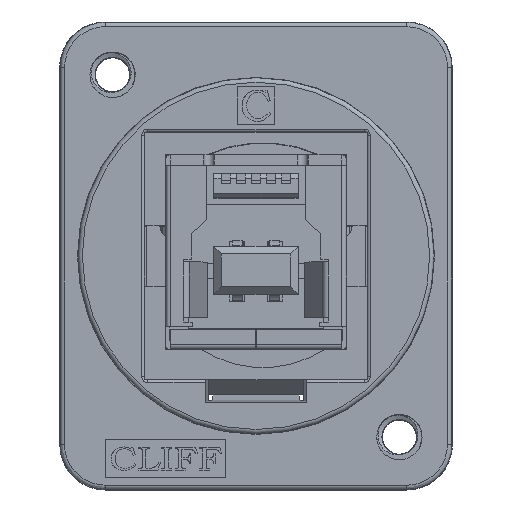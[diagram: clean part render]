
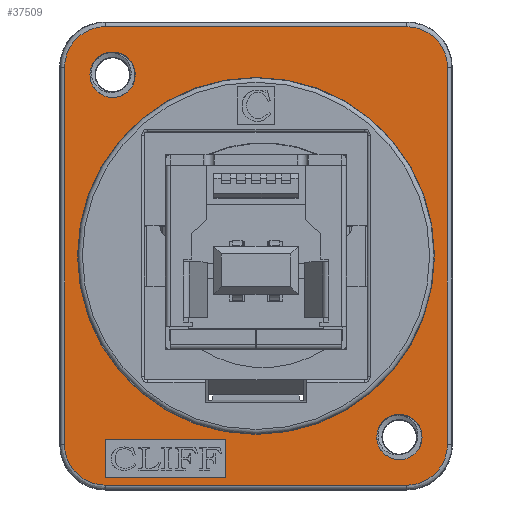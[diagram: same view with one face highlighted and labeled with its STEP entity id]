
A CAD part, top view. The second image highlights one B-rep face of the part: STEP entity #37509.
In plain terms, the highlighted planar face has unit normal (0, 0, 1).
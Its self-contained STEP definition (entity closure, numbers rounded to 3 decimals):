
#426=ELLIPSE('',#39663,2.7,2.7);
#427=ELLIPSE('',#39664,2.7,2.7);
#428=ELLIPSE('',#39665,2.7,2.7);
#429=ELLIPSE('',#39666,2.7,2.7);
#481=FACE_BOUND('',#5319,.T.);
#482=FACE_BOUND('',#5320,.T.);
#483=FACE_BOUND('',#5321,.T.);
#484=FACE_BOUND('',#5322,.T.);
#1838=PLANE('',#39662);
#3534=FACE_OUTER_BOUND('',#5318,.T.);
#5318=EDGE_LOOP('',(#33461,#33462,#33463,#33464,#33465,#33466,#33467,#33468));
#5319=EDGE_LOOP('',(#33469));
#5320=EDGE_LOOP('',(#33470));
#5321=EDGE_LOOP('',(#33471,#33472,#33473,#33474));
#5322=EDGE_LOOP('',(#33475));
#9811=LINE('',#60320,#14356);
#9815=LINE('',#60328,#14360);
#9818=LINE('',#60334,#14363);
#9821=LINE('',#60339,#14366);
#9837=LINE('',#60400,#14382);
#9838=LINE('',#60404,#14383);
#9839=LINE('',#60408,#14384);
#9840=LINE('',#60411,#14385);
#14356=VECTOR('',#48133,2.5);
#14360=VECTOR('',#48139,8.);
#14363=VECTOR('',#48144,2.5);
#14366=VECTOR('',#48149,8.);
#14382=VECTOR('',#48207,24.965);
#14383=VECTOR('',#48210,19.965);
#14384=VECTOR('',#48213,24.965);
#14385=VECTOR('',#48216,19.965);
#14526=CIRCLE('',#37654,1.5);
#14528=CIRCLE('',#37657,1.5);
#14869=CIRCLE('',#39477,11.823);
#14919=VERTEX_POINT('',#48584);
#14921=VERTEX_POINT('',#48590);
#17806=VERTEX_POINT('',#58359);
#18096=VERTEX_POINT('',#60318);
#18097=VERTEX_POINT('',#60319);
#18100=VERTEX_POINT('',#60327);
#18102=VERTEX_POINT('',#60333);
#18112=VERTEX_POINT('',#60396);
#18113=VERTEX_POINT('',#60397);
#18114=VERTEX_POINT('',#60399);
#18115=VERTEX_POINT('',#60401);
#18116=VERTEX_POINT('',#60403);
#18117=VERTEX_POINT('',#60405);
#18118=VERTEX_POINT('',#60407);
#18119=VERTEX_POINT('',#60409);
#18258=EDGE_CURVE('',#14919,#14919,#14526,.T.);
#18261=EDGE_CURVE('',#14921,#14921,#14528,.T.);
#22773=EDGE_CURVE('',#17806,#17806,#14869,.T.);
#23237=EDGE_CURVE('',#18096,#18097,#9811,.T.);
#23241=EDGE_CURVE('',#18100,#18096,#9815,.T.);
#23244=EDGE_CURVE('',#18102,#18100,#9818,.T.);
#23247=EDGE_CURVE('',#18097,#18102,#9821,.T.);
#23270=EDGE_CURVE('',#18112,#18113,#426,.T.);
#23271=EDGE_CURVE('',#18114,#18112,#9837,.T.);
#23272=EDGE_CURVE('',#18115,#18114,#427,.T.);
#23273=EDGE_CURVE('',#18116,#18115,#9838,.T.);
#23274=EDGE_CURVE('',#18117,#18116,#428,.T.);
#23275=EDGE_CURVE('',#18118,#18117,#9839,.T.);
#23276=EDGE_CURVE('',#18119,#18118,#429,.T.);
#23277=EDGE_CURVE('',#18113,#18119,#9840,.T.);
#33461=ORIENTED_EDGE('',*,*,#23270,.F.);
#33462=ORIENTED_EDGE('',*,*,#23271,.F.);
#33463=ORIENTED_EDGE('',*,*,#23272,.F.);
#33464=ORIENTED_EDGE('',*,*,#23273,.F.);
#33465=ORIENTED_EDGE('',*,*,#23274,.F.);
#33466=ORIENTED_EDGE('',*,*,#23275,.F.);
#33467=ORIENTED_EDGE('',*,*,#23276,.F.);
#33468=ORIENTED_EDGE('',*,*,#23277,.F.);
#33469=ORIENTED_EDGE('',*,*,#18258,.T.);
#33470=ORIENTED_EDGE('',*,*,#18261,.T.);
#33471=ORIENTED_EDGE('',*,*,#23237,.T.);
#33472=ORIENTED_EDGE('',*,*,#23247,.T.);
#33473=ORIENTED_EDGE('',*,*,#23244,.T.);
#33474=ORIENTED_EDGE('',*,*,#23241,.T.);
#33475=ORIENTED_EDGE('',*,*,#22773,.T.);
#37509=ADVANCED_FACE('',(#3534,#481,#482,#483,#484),#1838,.T.);
#37654=AXIS2_PLACEMENT_3D('',#48586,#39786,#39787);
#37657=AXIS2_PLACEMENT_3D('',#48592,#39793,#39794);
#39477=AXIS2_PLACEMENT_3D('',#58360,#47484,#47485);
#39662=AXIS2_PLACEMENT_3D('',#60395,#48203,#48204);
#39663=AXIS2_PLACEMENT_3D('',#60398,#48205,#48206);
#39664=AXIS2_PLACEMENT_3D('',#60402,#48208,#48209);
#39665=AXIS2_PLACEMENT_3D('',#60406,#48211,#48212);
#39666=AXIS2_PLACEMENT_3D('',#60410,#48214,#48215);
#39786=DIRECTION('center_axis',(0.,0.,
-1.));
#39787=DIRECTION('ref_axis',(-1.,0.,0.));
#39793=DIRECTION('center_axis',(0.,0.,
-1.));
#39794=DIRECTION('ref_axis',(-1.,0.,0.));
#47484=DIRECTION('center_axis',(0.,0.,
-1.));
#47485=DIRECTION('ref_axis',(-1.,0.,0.));
#48133=DIRECTION('',(0.,1.,0.));
#48139=DIRECTION('',(-1.,0.,0.));
#48144=DIRECTION('',(0.,-1.,0.));
#48149=DIRECTION('',(1.,0.,0.));
#48203=DIRECTION('center_axis',(0.,0.,
1.));
#48204=DIRECTION('ref_axis',(1.,0.,0.));
#48205=DIRECTION('center_axis',(0.,0.,
-1.));
#48206=DIRECTION('ref_axis',(-0.707,0.707,0.));
#48207=DIRECTION('',(0.,1.,0.));
#48208=DIRECTION('center_axis',(0.,0.,
-1.));
#48209=DIRECTION('ref_axis',(-0.707,-0.707,0.));
#48210=DIRECTION('',(-1.,0.,0.));
#48211=DIRECTION('center_axis',(0.,0.,
-1.));
#48212=DIRECTION('ref_axis',(0.707,-0.707,0.));
#48213=DIRECTION('',(0.,-1.,0.));
#48214=DIRECTION('center_axis',(0.,0.,
-1.));
#48215=DIRECTION('ref_axis',(0.707,0.707,0.));
#48216=DIRECTION('',(1.,0.,0.));
#48584=CARTESIAN_POINT('',(-8.,12.,0.));
#48586=CARTESIAN_POINT('Origin',(-9.5,12.,0.));
#48590=CARTESIAN_POINT('',(11.,-12.,0.));
#48592=CARTESIAN_POINT('Origin',(9.5,-12.,0.));
#58359=CARTESIAN_POINT('',(11.823,0.,0.));
#58360=CARTESIAN_POINT('Origin',(0.,0.,
0.));
#60318=CARTESIAN_POINT('',(-10.,-14.683,0.));
#60319=CARTESIAN_POINT('',(-10.,-12.183,0.));
#60320=CARTESIAN_POINT('',(-10.,-7.341,0.));
#60327=CARTESIAN_POINT('',(-2.,-14.683,0.));
#60328=CARTESIAN_POINT('',(-1.,-14.683,0.));
#60333=CARTESIAN_POINT('',(-2.,-12.183,0.));
#60334=CARTESIAN_POINT('',(-2.,-6.091,0.));
#60339=CARTESIAN_POINT('',(-5.,-12.183,0.));
#60395=CARTESIAN_POINT('Origin',(0.,0.,
0.));
#60396=CARTESIAN_POINT('',(-12.683,12.483,0.));
#60397=CARTESIAN_POINT('',(-9.983,15.183,0.));
#60398=CARTESIAN_POINT('Origin',(-9.982,12.482,0.));
#60399=CARTESIAN_POINT('',(-12.683,-12.483,0.));
#60400=CARTESIAN_POINT('',(-12.683,-7.75,0.));
#60401=CARTESIAN_POINT('',(-9.983,-15.183,0.));
#60402=CARTESIAN_POINT('Origin',(-9.982,-12.482,0.));
#60403=CARTESIAN_POINT('',(9.983,-15.183,0.));
#60404=CARTESIAN_POINT('',(6.5,-15.183,0.));
#60405=CARTESIAN_POINT('',(12.683,-12.483,0.));
#60406=CARTESIAN_POINT('Origin',(9.982,-12.482,0.));
#60407=CARTESIAN_POINT('',(12.683,12.483,0.));
#60408=CARTESIAN_POINT('',(12.683,7.75,0.));
#60409=CARTESIAN_POINT('',(9.983,15.183,0.));
#60410=CARTESIAN_POINT('Origin',(9.982,12.482,0.));
#60411=CARTESIAN_POINT('',(-6.5,15.183,0.));
